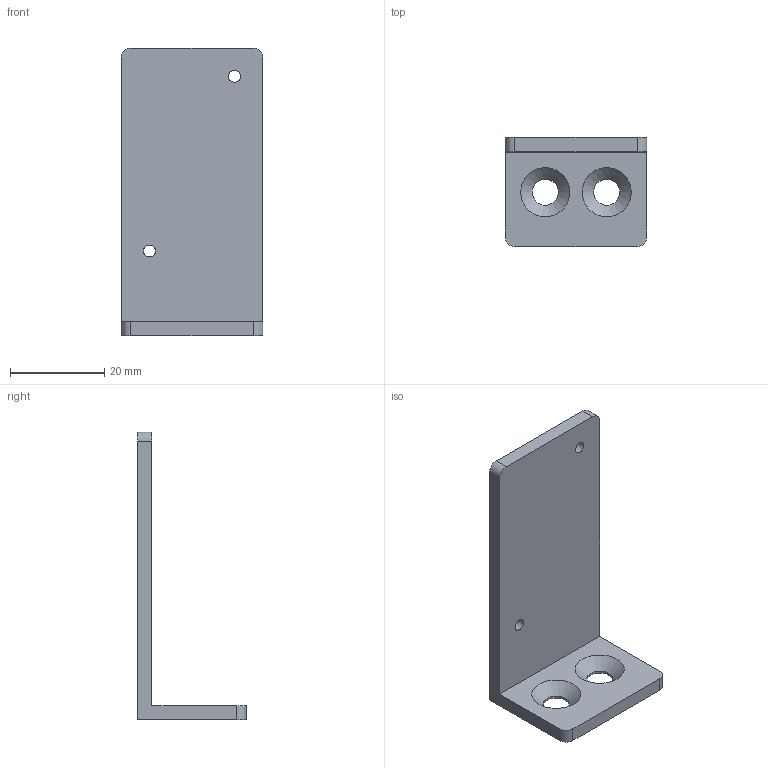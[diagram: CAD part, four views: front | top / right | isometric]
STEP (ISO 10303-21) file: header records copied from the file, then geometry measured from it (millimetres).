
FILE_DESCRIPTION(/* description */ (''),/* implementation_level */ '2;1');
FILE_NAME(/* name */ 'AP000042.stp',/* time_stamp */ '2016-09-29T09:00:41+02:00',/* author */ ('mitarbeiter'),/* organization */ (''),/* preprocessor_version */ 'ST-DEVELOPER v15.2',/* originating_system */ 'Autodesk Inventor 2014',/* authorisation */ '');
FILE_SCHEMA (('AUTOMOTIVE_DESIGN { 1 0 10303 214 3 1 1 }'));
Length unit declared in the file: millimetre
Products named in the file (1): AP000042
Bounding box: 30 x 23 x 61 mm (x, y, z)
Volume: 6973.2 mm3; surface area: 5511 mm2
Topology: 1 solids, 1 shells, 18 faces, 50 edges, 34 vertices
Faces by surface type: cylinder 8, plane 8, cone 2
Full cylindrical faces by diameter (mm): 2.5 x2, 5.5 x2
Entity records: 559 total; most frequent: DIRECTION 96, CARTESIAN_POINT 89, ORIENTED_EDGE 80, EDGE_CURVE 40, AXIS2_PLACEMENT_3D 37, EDGE_LOOP 32, VERTEX_POINT 30, LINE 22
